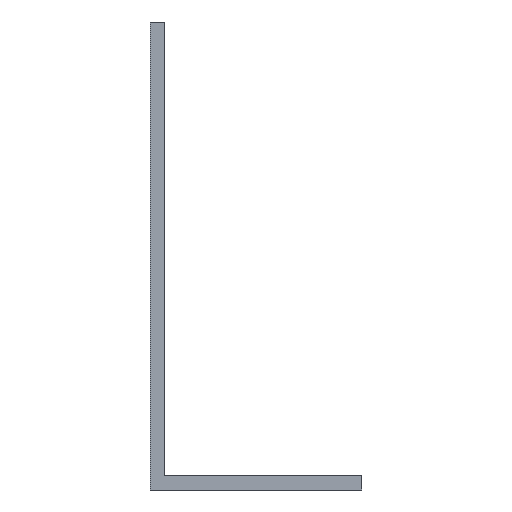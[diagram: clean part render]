
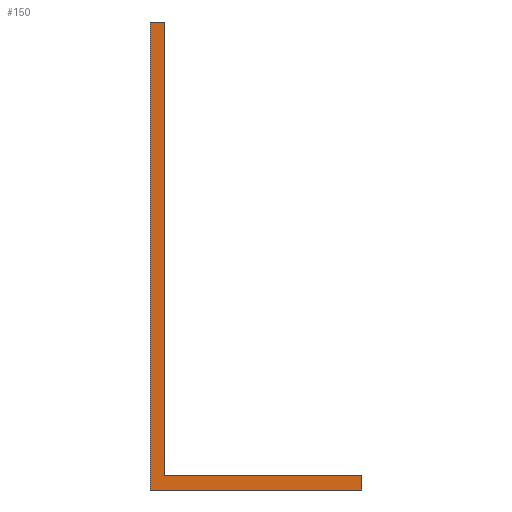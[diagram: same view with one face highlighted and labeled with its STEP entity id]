
A CAD part, front view. The second image highlights one B-rep face of the part: STEP entity #150.
In plain terms, the highlighted planar face has unit normal (0, -1, 0).
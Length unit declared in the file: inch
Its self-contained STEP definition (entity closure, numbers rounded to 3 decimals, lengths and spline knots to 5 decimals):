
#24=FACE_OUTER_BOUND('',#32,.T.);
#32=EDGE_LOOP('',(#129,#130,#131,#132,#133,#134));
#33=LINE('',#201,#51);
#37=LINE('',#209,#55);
#40=LINE('',#215,#58);
#43=LINE('',#221,#61);
#46=LINE('',#227,#64);
#49=LINE('',#232,#67);
#51=VECTOR('',#165,2.);
#55=VECTOR('',#171,64.);
#58=VECTOR('',#176,27.87616);
#61=VECTOR('',#181,2.);
#64=VECTOR('',#186,29.87233);
#67=VECTOR('',#191,66.);
#69=VERTEX_POINT('',#199);
#70=VERTEX_POINT('',#200);
#73=VERTEX_POINT('',#208);
#75=VERTEX_POINT('',#214);
#77=VERTEX_POINT('',#220);
#79=VERTEX_POINT('',#226);
#81=EDGE_CURVE('',#69,#70,#33,.T.);
#85=EDGE_CURVE('',#70,#73,#37,.T.);
#88=EDGE_CURVE('',#73,#75,#40,.T.);
#91=EDGE_CURVE('',#75,#77,#43,.T.);
#94=EDGE_CURVE('',#77,#79,#46,.T.);
#97=EDGE_CURVE('',#79,#69,#49,.T.);
#129=ORIENTED_EDGE('',*,*,#81,.F.);
#130=ORIENTED_EDGE('',*,*,#97,.F.);
#131=ORIENTED_EDGE('',*,*,#94,.F.);
#132=ORIENTED_EDGE('',*,*,#91,.F.);
#133=ORIENTED_EDGE('',*,*,#88,.F.);
#134=ORIENTED_EDGE('',*,*,#85,.F.);
#142=PLANE('',#160);
#150=ADVANCED_FACE('',(#24),#142,.T.);
#160=AXIS2_PLACEMENT_3D('',#235,#195,#196);
#165=DIRECTION('',(1.,0.,0.));
#171=DIRECTION('',(0.,0.,-1.));
#176=DIRECTION('',(1.,0.,0.));
#181=DIRECTION('',(-0.002,0.,-1.));
#186=DIRECTION('',(-1.,0.,0.));
#191=DIRECTION('',(0.,0.,1.));
#195=DIRECTION('center_axis',(0.,-1.,0.));
#196=DIRECTION('ref_axis',(0.,0.,-1.));
#199=CARTESIAN_POINT('',(111.65143,0.,-0.2269));
#200=CARTESIAN_POINT('',(113.65144,0.,-0.2269));
#201=CARTESIAN_POINT('',(113.65144,0.,-0.2269));
#208=CARTESIAN_POINT('',(113.65144,0.,-64.2269));
#209=CARTESIAN_POINT('',(113.65144,0.,-64.2269));
#214=CARTESIAN_POINT('',(141.52759,0.,-64.2269));
#215=CARTESIAN_POINT('',(141.52759,0.,-64.2269));
#220=CARTESIAN_POINT('',(141.52376,0.,-66.2269));
#221=CARTESIAN_POINT('',(141.52376,0.,-66.2269));
#226=CARTESIAN_POINT('',(111.65143,0.,-66.2269));
#227=CARTESIAN_POINT('',(111.65143,0.,-66.2269));
#232=CARTESIAN_POINT('',(111.65143,0.,-0.2269));
#235=CARTESIAN_POINT('Origin',(0.,0.,0.));
